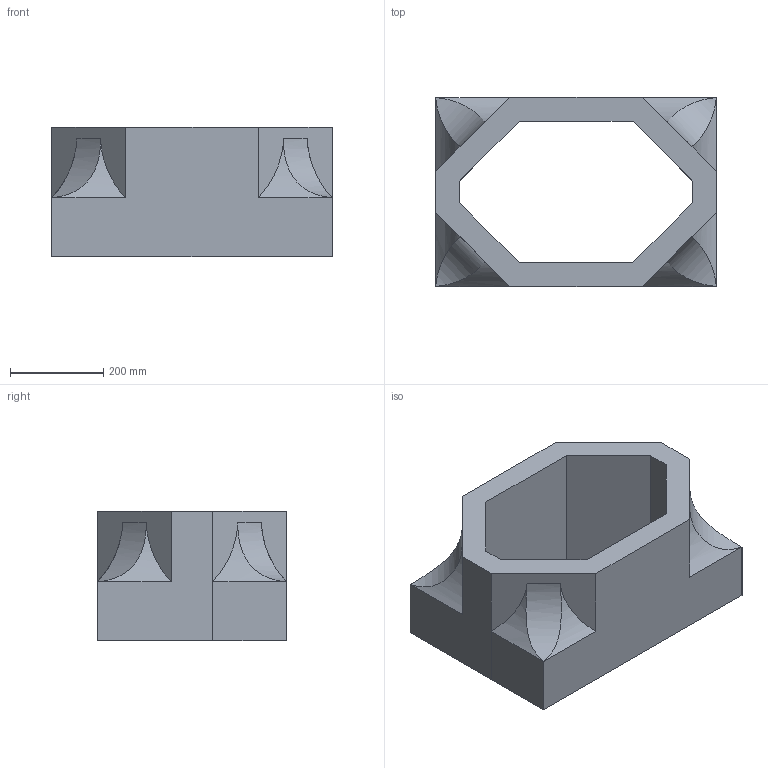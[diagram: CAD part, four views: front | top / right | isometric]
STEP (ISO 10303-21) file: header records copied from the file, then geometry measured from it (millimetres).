
FILE_DESCRIPTION(/* description */ (''),/* implementation_level */ '2;1');
FILE_NAME(/* name */ 'Base Typ 2.step',/* time_stamp */ '2022-05-25T17:11:30-05:00',/* author */ (''),/* organization */ (''),/* preprocessor_version */ 'ST-DEVELOPER v18.1',/* originating_system */ 'Autodesk Translation Framework v10.14.0.1471',/* authorisation */ '');
FILE_SCHEMA (('AUTOMOTIVE_DESIGN { 1 0 10303 214 3 1 1 }'));
Length unit declared in the file: inch
Products named in the file (1): Base Typ 2
Bounding box: 603.25 x 406.4 x 279.4 mm (x, y, z)
Volume: 28908670.2 mm3; surface area: 1104665.9 mm2
Topology: 1 solids, 1 shells, 39 faces, 102 edges, 65 vertices
Faces by surface type: plane 27, cylinder 12
Entity records: 1379 total; most frequent: CARTESIAN_POINT 411, ORIENTED_EDGE 204, DIRECTION 174, EDGE_CURVE 102, LINE 78, VECTOR 78, VERTEX_POINT 65, AXIS2_PLACEMENT_3D 48
